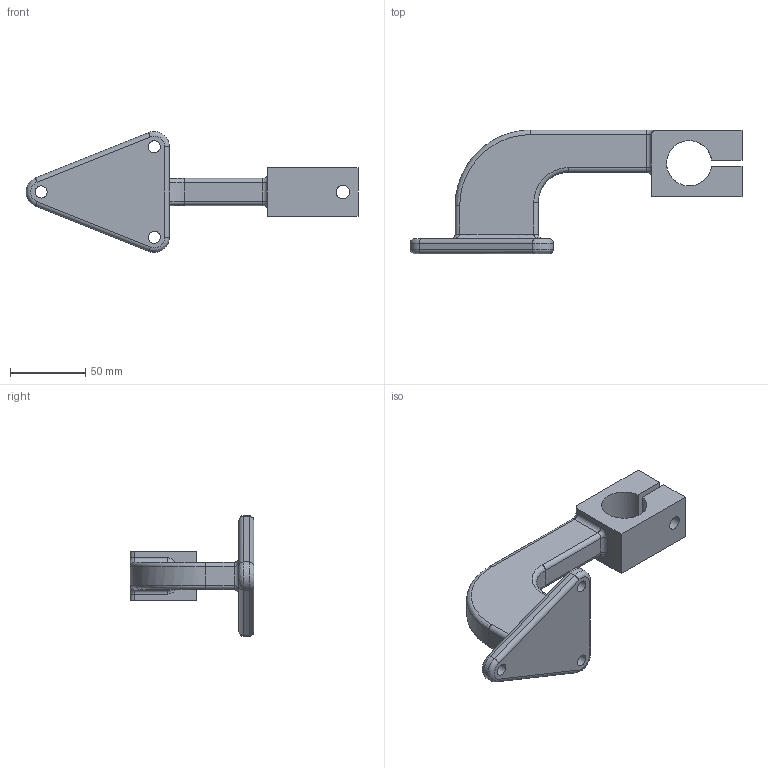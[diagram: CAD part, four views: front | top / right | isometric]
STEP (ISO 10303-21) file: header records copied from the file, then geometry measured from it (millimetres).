
FILE_DESCRIPTION(('Open CASCADE Model'),'2;1');
FILE_NAME('Open CASCADE Shape Model','2019-06-04T14:41:49',( 'CAD Processor'),('OPEN CASCADE S.A.S'), 'Open CASCADE STEP processor 7.3','CAD Processor','Unknown');
FILE_SCHEMA(('AUTOMOTIVE_DESIGN { 1 0 10303 214 1 1 1 1 }'));
Length unit declared in the file: millimetre
Products named in the file (1): SOLID
Bounding box: 219.98 x 82 x 79.97 mm (x, y, z)
Volume: 202183.6 mm3; surface area: 41341.2 mm2
Topology: 1 solids, 1 shells, 71 faces, 169 edges, 97 vertices
Faces by surface type: bspline 48, plane 19, cylinder 4
Entity records: 6325 total; most frequent: CARTESIAN_POINT 4359, ORIENTED_EDGE 330, EDGE_CURVE 165, DIRECTION 138, VERTEX_POINT 97, FACE_BOUND 82, EDGE_LOOP 82, LINE 82
